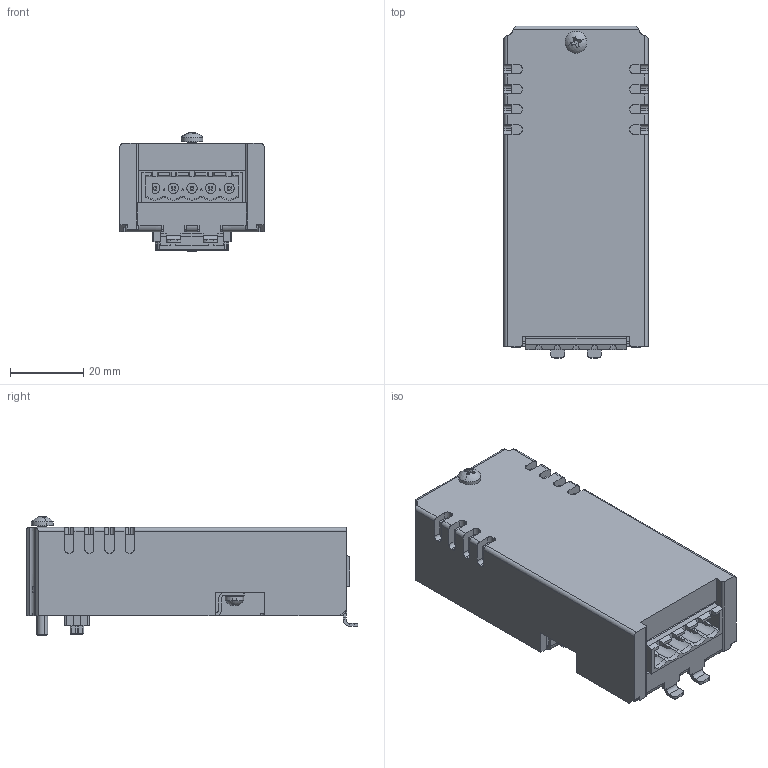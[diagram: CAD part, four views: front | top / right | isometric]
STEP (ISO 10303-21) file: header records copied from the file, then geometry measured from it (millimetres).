
FILE_DESCRIPTION (( 'STEP AP203' ), '1' );
FILE_NAME ('PLIO07 for customers.STEP', '2020-05-14T07:52:49', ( '' ), ( '' ), 'SwSTEP 2.0', 'SolidWorks 2020', '' );
FILE_SCHEMA (( 'CONFIG_CONTROL_DESIGN' ));
Length unit declared in the file: millimetre
Products named in the file (1): PLIO07 for customers
Bounding box: 39.4 x 90.7 x 32.46 mm (x, y, z)
Volume: 76799.5 mm3; surface area: 18794.1 mm2
Topology: 1 solids, 1 shells, 1105 faces, 3016 edges, 1959 vertices
Faces by surface type: plane 821, cylinder 217, bspline 30, torus 20, sphere 10, cone 7
Entity records: 36568 total; most frequent: CARTESIAN_POINT 8428, ORIENTED_EDGE 6032, DIRECTION 5575, EDGE_CURVE 3016, LINE 2347, VECTOR 2347, VERTEX_POINT 1959, AXIS2_PLACEMENT_3D 1614
